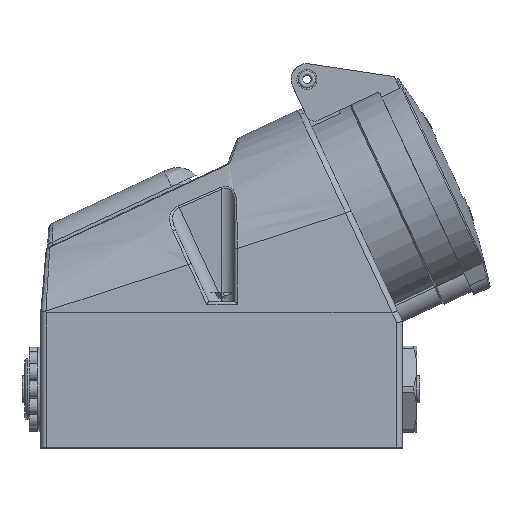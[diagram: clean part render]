
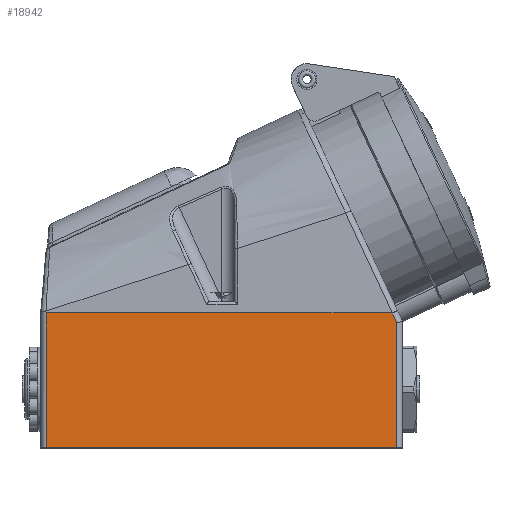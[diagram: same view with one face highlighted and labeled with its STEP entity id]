
A CAD part, top view. The second image highlights one B-rep face of the part: STEP entity #18942.
In plain terms, the highlighted planar face has unit normal (0, 0, 1).
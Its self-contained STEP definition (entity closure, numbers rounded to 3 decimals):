
#1403=PLANE('',#20190);
#2036=FACE_OUTER_BOUND('',#3082,.T.);
#3082=EDGE_LOOP('',(#13158,#13159,#13160,#13161,#13162));
#4830=LINE('',#27989,#6277);
#4835=LINE('',#28021,#6282);
#4842=LINE('',#28039,#6289);
#4843=LINE('',#28040,#6290);
#4844=LINE('',#28041,#6291);
#6277=VECTOR('',#22229,10.);
#6282=VECTOR('',#22252,10.);
#6289=VECTOR('',#22269,10.);
#6290=VECTOR('',#22270,10.);
#6291=VECTOR('',#22271,10.);
#7817=VERTEX_POINT('',#27986);
#7818=VERTEX_POINT('',#27988);
#7826=VERTEX_POINT('',#28020);
#7831=VERTEX_POINT('',#28037);
#7832=VERTEX_POINT('',#28038);
#9833=EDGE_CURVE('',#7817,#7818,#4830,.T.);
#9845=EDGE_CURVE('',#7826,#7817,#4835,.T.);
#9854=EDGE_CURVE('',#7831,#7832,#4842,.T.);
#9855=EDGE_CURVE('',#7818,#7831,#4843,.T.);
#9856=EDGE_CURVE('',#7826,#7832,#4844,.T.);
#13158=ORIENTED_EDGE('',*,*,#9854,.F.);
#13159=ORIENTED_EDGE('',*,*,#9855,.F.);
#13160=ORIENTED_EDGE('',*,*,#9833,.F.);
#13161=ORIENTED_EDGE('',*,*,#9845,.F.);
#13162=ORIENTED_EDGE('',*,*,#9856,.T.);
#18942=ADVANCED_FACE('',(#2036),#1403,.T.);
#20190=AXIS2_PLACEMENT_3D('',#28036,#22267,#22268);
#22229=DIRECTION('',(0.,-1.,0.));
#22252=DIRECTION('',(0.423,-0.906,0.));
#22267=DIRECTION('center_axis',(0.,0.,1.));
#22268=DIRECTION('ref_axis',(1.,0.,0.));
#22269=DIRECTION('',(0.,1.,0.));
#22270=DIRECTION('',(-1.,0.,0.));
#22271=DIRECTION('',(-1.,0.,0.));
#27986=CARTESIAN_POINT('',(-2.,2.557,41.5));
#27988=CARTESIAN_POINT('',(-2.,-41.,41.5));
#27989=CARTESIAN_POINT('',(-2.,15.312,41.5));
#28020=CARTESIAN_POINT('',(-3.606,6.,41.5));
#28021=CARTESIAN_POINT('',(-29.785,62.141,41.5));
#28036=CARTESIAN_POINT('Origin',(-65.918,27.624,41.5));
#28037=CARTESIAN_POINT('',(-124.,-41.,41.5));
#28038=CARTESIAN_POINT('',(-124.,6.,41.5));
#28039=CARTESIAN_POINT('',(-124.,13.812,41.5));
#28040=CARTESIAN_POINT('',(-32.75,-41.,41.5));
#28041=CARTESIAN_POINT('',(-32.959,6.,41.5));
